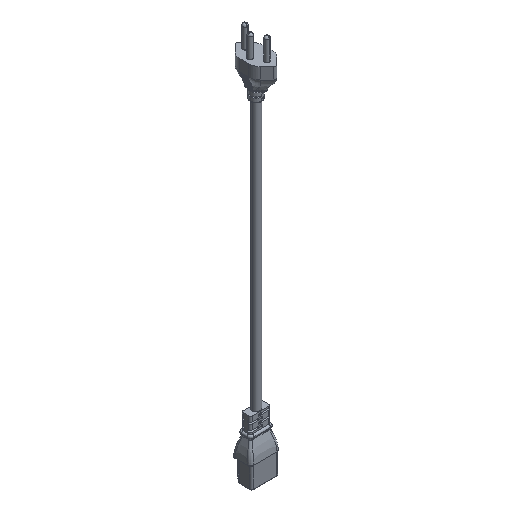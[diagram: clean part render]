
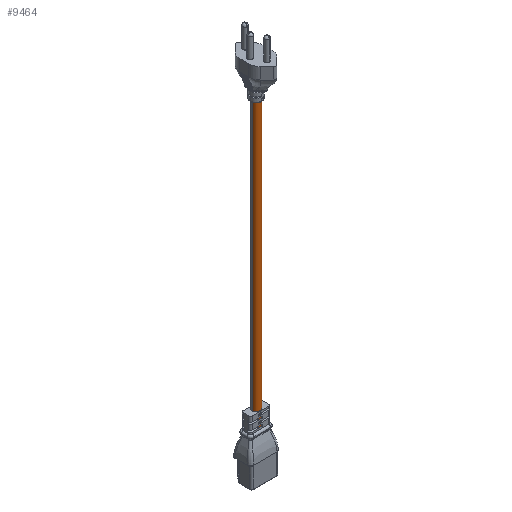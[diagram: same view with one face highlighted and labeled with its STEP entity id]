
A CAD part, isometric view. The second image highlights one B-rep face of the part: STEP entity #9464.
In plain terms, the highlighted cylindrical face has radius 3.4 mm (diameter 6.8 mm), a partial arc.
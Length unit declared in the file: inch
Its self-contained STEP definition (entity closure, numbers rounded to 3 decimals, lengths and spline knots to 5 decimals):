
#26 = DIRECTION ( 'NONE',  ( 1., 0., 0. ) ) ;
#619 = VECTOR ( 'NONE', #1767, 39.37008 ) ;
#1039 = VECTOR ( 'NONE', #3009, 39.37008 ) ;
#1718 = AXIS2_PLACEMENT_3D ( 'NONE', #9705, #7046, #26 ) ;
#1767 = DIRECTION ( 'NONE',  ( 0., 0., 1. ) ) ;
#2748 = CARTESIAN_POINT ( 'NONE',  ( 0.13386, 0., -10. ) ) ;
#2850 = CARTESIAN_POINT ( 'NONE',  ( 0.13386, 0., 0. ) ) ;
#3009 = DIRECTION ( 'NONE',  ( 0., 0., 1. ) ) ;
#3248 = ORIENTED_EDGE ( 'NONE', *, *, #13576, .T. ) ;
#3462 = DIRECTION ( 'NONE',  ( 1., 0., 0. ) ) ;
#4217 = CARTESIAN_POINT ( 'NONE',  ( -0.13386, 0., -10. ) ) ;
#4414 = DIRECTION ( 'NONE',  ( 1., 0., 0. ) ) ;
#4530 = CIRCLE ( 'NONE', #14376, 0.13386 ) ;
#4598 = EDGE_LOOP ( 'NONE', ( #5647, #9382, #3248, #13214 ) ) ;
#4885 = VERTEX_POINT ( 'NONE', #7590 ) ;
#5647 = ORIENTED_EDGE ( 'NONE', *, *, #11097, .F. ) ;
#6637 = EDGE_CURVE ( 'NONE', #13304, #9496, #12790, .T. ) ;
#7046 = DIRECTION ( 'NONE',  ( 0., 0., 1. ) ) ;
#7430 = AXIS2_PLACEMENT_3D ( 'NONE', #12004, #13668, #4414 ) ;
#7590 = CARTESIAN_POINT ( 'NONE',  ( -0.13386, 0., -10. ) ) ;
#8111 = FACE_OUTER_BOUND ( 'NONE', #4598, .T. ) ;
#8311 = CARTESIAN_POINT ( 'NONE',  ( -0.13386, 0., 0. ) ) ;
#9382 = ORIENTED_EDGE ( 'NONE', *, *, #9617, .T. ) ;
#9422 = LINE ( 'NONE', #4217, #1039 ) ;
#9445 = CYLINDRICAL_SURFACE ( 'NONE', #1718, 0.13386 ) ;
#9460 = VERTEX_POINT ( 'NONE', #13667 ) ;
#9464 = ADVANCED_FACE ( 'NONE', ( #8111 ), #9445, .T. ) ;
#9496 = VERTEX_POINT ( 'NONE', #2850 ) ;
#9617 = EDGE_CURVE ( 'NONE', #4885, #9460, #4530, .T. ) ;
#9705 = CARTESIAN_POINT ( 'NONE',  ( 0., 0., -10. ) ) ;
#9971 = CARTESIAN_POINT ( 'NONE',  ( 0., 0., -10. ) ) ;
#11097 = EDGE_CURVE ( 'NONE', #4885, #13304, #9422, .T. ) ;
#12004 = CARTESIAN_POINT ( 'NONE',  ( 0., 0., 0. ) ) ;
#12153 = LINE ( 'NONE', #2748, #619 ) ;
#12790 = CIRCLE ( 'NONE', #7430, 0.13386 ) ;
#13214 = ORIENTED_EDGE ( 'NONE', *, *, #6637, .F. ) ;
#13304 = VERTEX_POINT ( 'NONE', #8311 ) ;
#13576 = EDGE_CURVE ( 'NONE', #9460, #9496, #12153, .T. ) ;
#13667 = CARTESIAN_POINT ( 'NONE',  ( 0.13386, 0., -10. ) ) ;
#13668 = DIRECTION ( 'NONE',  ( 0., 0., 1. ) ) ;
#14279 = DIRECTION ( 'NONE',  ( 0., 0., 1. ) ) ;
#14376 = AXIS2_PLACEMENT_3D ( 'NONE', #9971, #14279, #3462 ) ;
